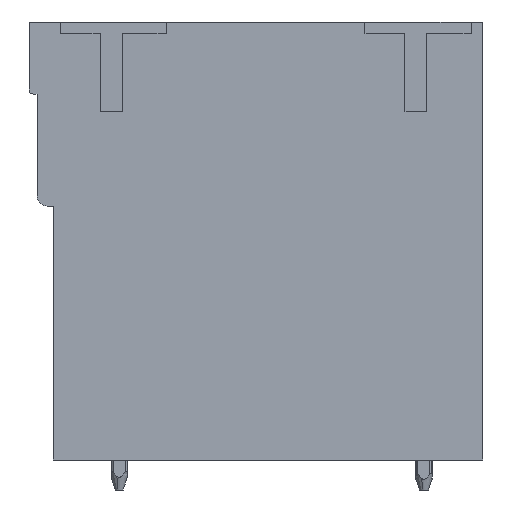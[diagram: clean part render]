
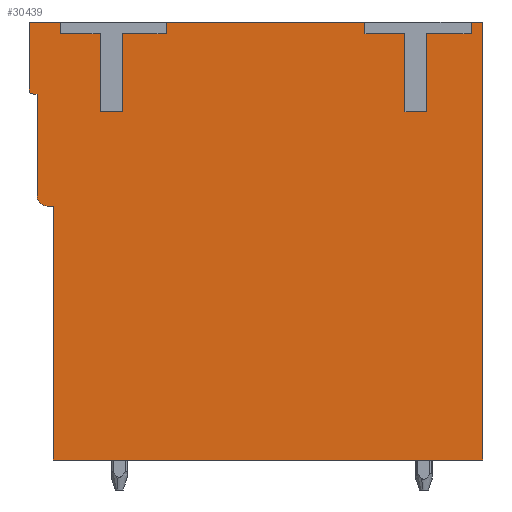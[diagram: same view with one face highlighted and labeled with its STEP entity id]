
A CAD part, left-side view. The second image highlights one B-rep face of the part: STEP entity #30439.
In plain terms, the highlighted planar face has unit normal (-1, 0, 0).
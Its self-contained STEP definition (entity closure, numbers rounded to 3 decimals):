
#27931=AXIS2_PLACEMENT_3D('Circle Axis2P3D',#27929,#27930,$) ;
#28003=AXIS2_PLACEMENT_3D('Circle Axis2P3D',#28001,#28002,$) ;
#30397=AXIS2_PLACEMENT_3D('Plane Axis2P3D',#30394,#30395,#30396) ;
#458=CARTESIAN_POINT('Vertex',(0.3,21.5,1.5)) ;
#461=CARTESIAN_POINT('Line Origine',(0.3,21.5,7.85)) ;
#465=CARTESIAN_POINT('Vertex',(0.3,21.5,14.2)) ;
#25593=CARTESIAN_POINT('Vertex',(0.3,5.9,23.4)) ;
#25596=CARTESIAN_POINT('Line Origine',(0.3,5.9,23.1)) ;
#25600=CARTESIAN_POINT('Vertex',(0.3,5.9,22.8)) ;
#25615=CARTESIAN_POINT('Line Origine',(0.3,4.9,22.8)) ;
#25619=CARTESIAN_POINT('Vertex',(0.3,3.9,22.8)) ;
#25634=CARTESIAN_POINT('Line Origine',(0.3,3.9,20.85)) ;
#25638=CARTESIAN_POINT('Vertex',(0.3,3.9,18.9)) ;
#25653=CARTESIAN_POINT('Line Origine',(0.3,3.35,18.9)) ;
#25657=CARTESIAN_POINT('Vertex',(0.3,2.8,18.9)) ;
#25672=CARTESIAN_POINT('Line Origine',(0.3,2.8,20.85)) ;
#25676=CARTESIAN_POINT('Vertex',(0.3,2.8,22.8)) ;
#25691=CARTESIAN_POINT('Line Origine',(0.3,1.7,22.8)) ;
#25695=CARTESIAN_POINT('Vertex',(0.3,0.6,22.8)) ;
#25710=CARTESIAN_POINT('Line Origine',(0.3,0.6,23.1)) ;
#25714=CARTESIAN_POINT('Vertex',(0.3,0.6,23.4)) ;
#25733=CARTESIAN_POINT('Vertex',(0.3,21.14,23.4)) ;
#25736=CARTESIAN_POINT('Line Origine',(0.3,21.14,23.1)) ;
#25740=CARTESIAN_POINT('Vertex',(0.3,21.14,22.8)) ;
#25755=CARTESIAN_POINT('Line Origine',(0.3,20.14,22.8)) ;
#25759=CARTESIAN_POINT('Vertex',(0.3,19.14,22.8)) ;
#25774=CARTESIAN_POINT('Line Origine',(0.3,19.14,20.85)) ;
#25778=CARTESIAN_POINT('Vertex',(0.3,19.14,18.9)) ;
#25793=CARTESIAN_POINT('Line Origine',(0.3,18.59,18.9)) ;
#25797=CARTESIAN_POINT('Vertex',(0.3,18.04,18.9)) ;
#25812=CARTESIAN_POINT('Line Origine',(0.3,18.04,20.85)) ;
#25816=CARTESIAN_POINT('Vertex',(0.3,18.04,22.8)) ;
#25831=CARTESIAN_POINT('Line Origine',(0.3,16.94,22.8)) ;
#25835=CARTESIAN_POINT('Vertex',(0.3,15.84,22.8)) ;
#25850=CARTESIAN_POINT('Line Origine',(0.3,15.84,23.1)) ;
#25854=CARTESIAN_POINT('Vertex',(0.3,15.84,23.4)) ;
#27905=CARTESIAN_POINT('Line Origine',(0.3,21.65,14.2)) ;
#27909=CARTESIAN_POINT('Vertex',(0.3,21.8,14.2)) ;
#27929=CARTESIAN_POINT('Axis2P3D Location',(0.3,21.8,14.7)) ;
#27933=CARTESIAN_POINT('Vertex',(0.3,22.3,14.7)) ;
#27953=CARTESIAN_POINT('Line Origine',(0.3,22.3,17.25)) ;
#27957=CARTESIAN_POINT('Vertex',(0.3,22.3,19.8)) ;
#27977=CARTESIAN_POINT('Line Origine',(0.3,22.4,19.8)) ;
#27981=CARTESIAN_POINT('Vertex',(0.3,22.5,19.8)) ;
#28001=CARTESIAN_POINT('Axis2P3D Location',(0.3,22.5,20.)) ;
#28005=CARTESIAN_POINT('Vertex',(0.3,22.7,20.)) ;
#28025=CARTESIAN_POINT('Line Origine',(0.3,22.7,21.7)) ;
#28029=CARTESIAN_POINT('Vertex',(0.3,22.7,23.4)) ;
#28049=CARTESIAN_POINT('Line Origine',(0.3,10.87,23.4)) ;
#28054=CARTESIAN_POINT('Line Origine',(0.3,0.3,23.4)) ;
#28058=CARTESIAN_POINT('Vertex',(0.3,0.,23.4)) ;
#28066=CARTESIAN_POINT('Line Origine',(0.3,21.92,23.4)) ;
#30394=CARTESIAN_POINT('Axis2P3D Location',(0.3,0.,0.)) ;
#30399=CARTESIAN_POINT('Line Origine',(0.3,10.75,1.5)) ;
#30403=CARTESIAN_POINT('Vertex',(0.3,0.,1.5)) ;
#30406=CARTESIAN_POINT('Line Origine',(0.3,0.,12.45)) ;
#462=DIRECTION('Vector Direction',(0.,0.,1.)) ;
#25597=DIRECTION('Vector Direction',(0.,0.,1.)) ;
#25616=DIRECTION('Vector Direction',(0.,1.,0.)) ;
#25635=DIRECTION('Vector Direction',(0.,0.,1.)) ;
#25654=DIRECTION('Vector Direction',(0.,1.,0.)) ;
#25673=DIRECTION('Vector Direction',(0.,0.,-1.)) ;
#25692=DIRECTION('Vector Direction',(0.,1.,0.)) ;
#25711=DIRECTION('Vector Direction',(0.,0.,-1.)) ;
#25737=DIRECTION('Vector Direction',(0.,0.,1.)) ;
#25756=DIRECTION('Vector Direction',(0.,1.,0.)) ;
#25775=DIRECTION('Vector Direction',(0.,0.,1.)) ;
#25794=DIRECTION('Vector Direction',(0.,1.,0.)) ;
#25813=DIRECTION('Vector Direction',(0.,0.,-1.)) ;
#25832=DIRECTION('Vector Direction',(0.,1.,0.)) ;
#25851=DIRECTION('Vector Direction',(0.,0.,-1.)) ;
#27906=DIRECTION('Vector Direction',(0.,1.,0.)) ;
#27930=DIRECTION('Axis2P3D Direction',(-1.,0.,0.)) ;
#27954=DIRECTION('Vector Direction',(0.,0.,1.)) ;
#27978=DIRECTION('Vector Direction',(0.,1.,0.)) ;
#28002=DIRECTION('Axis2P3D Direction',(-1.,0.,0.)) ;
#28026=DIRECTION('Vector Direction',(0.,0.,1.)) ;
#28050=DIRECTION('Vector Direction',(0.,-1.,0.)) ;
#28055=DIRECTION('Vector Direction',(0.,-1.,0.)) ;
#28067=DIRECTION('Vector Direction',(0.,-1.,0.)) ;
#30395=DIRECTION('Axis2P3D Direction',(-1.,0.,0.)) ;
#30396=DIRECTION('Axis2P3D XDirection',(0.,0.,1.)) ;
#30400=DIRECTION('Vector Direction',(0.,1.,0.)) ;
#30407=DIRECTION('Vector Direction',(0.,0.,-1.)) ;
#463=VECTOR('Line Direction',#462,1.) ;
#25598=VECTOR('Line Direction',#25597,1.) ;
#25617=VECTOR('Line Direction',#25616,1.) ;
#25636=VECTOR('Line Direction',#25635,1.) ;
#25655=VECTOR('Line Direction',#25654,1.) ;
#25674=VECTOR('Line Direction',#25673,1.) ;
#25693=VECTOR('Line Direction',#25692,1.) ;
#25712=VECTOR('Line Direction',#25711,1.) ;
#25738=VECTOR('Line Direction',#25737,1.) ;
#25757=VECTOR('Line Direction',#25756,1.) ;
#25776=VECTOR('Line Direction',#25775,1.) ;
#25795=VECTOR('Line Direction',#25794,1.) ;
#25814=VECTOR('Line Direction',#25813,1.) ;
#25833=VECTOR('Line Direction',#25832,1.) ;
#25852=VECTOR('Line Direction',#25851,1.) ;
#27907=VECTOR('Line Direction',#27906,1.) ;
#27955=VECTOR('Line Direction',#27954,1.) ;
#27979=VECTOR('Line Direction',#27978,1.) ;
#28027=VECTOR('Line Direction',#28026,1.) ;
#28051=VECTOR('Line Direction',#28050,1.) ;
#28056=VECTOR('Line Direction',#28055,1.) ;
#28068=VECTOR('Line Direction',#28067,1.) ;
#30401=VECTOR('Line Direction',#30400,1.) ;
#30408=VECTOR('Line Direction',#30407,1.) ;
#30412=ORIENTED_EDGE('',*,*,#28053,.T.) ;
#30413=ORIENTED_EDGE('',*,*,#25856,.F.) ;
#30414=ORIENTED_EDGE('',*,*,#25837,.F.) ;
#30415=ORIENTED_EDGE('',*,*,#25818,.F.) ;
#30416=ORIENTED_EDGE('',*,*,#25799,.F.) ;
#30417=ORIENTED_EDGE('',*,*,#25780,.F.) ;
#30418=ORIENTED_EDGE('',*,*,#25761,.F.) ;
#30419=ORIENTED_EDGE('',*,*,#25742,.F.) ;
#30420=ORIENTED_EDGE('',*,*,#28070,.T.) ;
#30421=ORIENTED_EDGE('',*,*,#28031,.T.) ;
#30422=ORIENTED_EDGE('',*,*,#28007,.T.) ;
#30423=ORIENTED_EDGE('',*,*,#27983,.T.) ;
#30424=ORIENTED_EDGE('',*,*,#27959,.T.) ;
#30425=ORIENTED_EDGE('',*,*,#27935,.T.) ;
#30426=ORIENTED_EDGE('',*,*,#27911,.T.) ;
#30427=ORIENTED_EDGE('',*,*,#467,.T.) ;
#30428=ORIENTED_EDGE('',*,*,#30405,.T.) ;
#30429=ORIENTED_EDGE('',*,*,#30410,.T.) ;
#30430=ORIENTED_EDGE('',*,*,#28060,.T.) ;
#30431=ORIENTED_EDGE('',*,*,#25716,.F.) ;
#30432=ORIENTED_EDGE('',*,*,#25697,.F.) ;
#30433=ORIENTED_EDGE('',*,*,#25678,.F.) ;
#30434=ORIENTED_EDGE('',*,*,#25659,.F.) ;
#30435=ORIENTED_EDGE('',*,*,#25640,.F.) ;
#30436=ORIENTED_EDGE('',*,*,#25621,.F.) ;
#30437=ORIENTED_EDGE('',*,*,#25602,.F.) ;
#30439=ADVANCED_FACE('HOUSING',(#30438),#30398,.T.) ;
#27932=CIRCLE('generated circle',#27931,0.5) ;
#28004=CIRCLE('generated circle',#28003,0.2) ;
#467=EDGE_CURVE('',#466,#459,#464,.F.) ;
#25602=EDGE_CURVE('',#25594,#25601,#25599,.F.) ;
#25621=EDGE_CURVE('',#25601,#25620,#25618,.F.) ;
#25640=EDGE_CURVE('',#25620,#25639,#25637,.F.) ;
#25659=EDGE_CURVE('',#25639,#25658,#25656,.F.) ;
#25678=EDGE_CURVE('',#25658,#25677,#25675,.F.) ;
#25697=EDGE_CURVE('',#25677,#25696,#25694,.F.) ;
#25716=EDGE_CURVE('',#25696,#25715,#25713,.F.) ;
#25742=EDGE_CURVE('',#25734,#25741,#25739,.F.) ;
#25761=EDGE_CURVE('',#25741,#25760,#25758,.F.) ;
#25780=EDGE_CURVE('',#25760,#25779,#25777,.F.) ;
#25799=EDGE_CURVE('',#25779,#25798,#25796,.F.) ;
#25818=EDGE_CURVE('',#25798,#25817,#25815,.F.) ;
#25837=EDGE_CURVE('',#25817,#25836,#25834,.F.) ;
#25856=EDGE_CURVE('',#25836,#25855,#25853,.F.) ;
#27911=EDGE_CURVE('',#27910,#466,#27908,.F.) ;
#27935=EDGE_CURVE('',#27934,#27910,#27932,.T.) ;
#27959=EDGE_CURVE('',#27958,#27934,#27956,.F.) ;
#27983=EDGE_CURVE('',#27982,#27958,#27980,.F.) ;
#28007=EDGE_CURVE('',#28006,#27982,#28004,.T.) ;
#28031=EDGE_CURVE('',#28030,#28006,#28028,.F.) ;
#28053=EDGE_CURVE('',#25594,#25855,#28052,.F.) ;
#28060=EDGE_CURVE('',#28059,#25715,#28057,.F.) ;
#28070=EDGE_CURVE('',#25734,#28030,#28069,.F.) ;
#30405=EDGE_CURVE('',#459,#30404,#30402,.F.) ;
#30410=EDGE_CURVE('',#30404,#28059,#30409,.F.) ;
#30411=EDGE_LOOP('',(#30412,#30413,#30414,#30415,#30416,#30417,#30418,#30419,#30420,#30421,#30422,#30423,#30424,#30425,#30426,#30427,#30428,#30429,#30430,#30431,#30432,#30433,#30434,#30435,#30436,#30437)) ;
#30438=FACE_OUTER_BOUND('',#30411,.T.) ;
#464=LINE('Line',#461,#463) ;
#25599=LINE('Line',#25596,#25598) ;
#25618=LINE('Line',#25615,#25617) ;
#25637=LINE('Line',#25634,#25636) ;
#25656=LINE('Line',#25653,#25655) ;
#25675=LINE('Line',#25672,#25674) ;
#25694=LINE('Line',#25691,#25693) ;
#25713=LINE('Line',#25710,#25712) ;
#25739=LINE('Line',#25736,#25738) ;
#25758=LINE('Line',#25755,#25757) ;
#25777=LINE('Line',#25774,#25776) ;
#25796=LINE('Line',#25793,#25795) ;
#25815=LINE('Line',#25812,#25814) ;
#25834=LINE('Line',#25831,#25833) ;
#25853=LINE('Line',#25850,#25852) ;
#27908=LINE('Line',#27905,#27907) ;
#27956=LINE('Line',#27953,#27955) ;
#27980=LINE('Line',#27977,#27979) ;
#28028=LINE('Line',#28025,#28027) ;
#28052=LINE('Line',#28049,#28051) ;
#28057=LINE('Line',#28054,#28056) ;
#28069=LINE('Line',#28066,#28068) ;
#30402=LINE('Line',#30399,#30401) ;
#30409=LINE('Line',#30406,#30408) ;
#30398=PLANE('',#30397) ;
#459=VERTEX_POINT('',#458) ;
#466=VERTEX_POINT('',#465) ;
#25594=VERTEX_POINT('',#25593) ;
#25601=VERTEX_POINT('',#25600) ;
#25620=VERTEX_POINT('',#25619) ;
#25639=VERTEX_POINT('',#25638) ;
#25658=VERTEX_POINT('',#25657) ;
#25677=VERTEX_POINT('',#25676) ;
#25696=VERTEX_POINT('',#25695) ;
#25715=VERTEX_POINT('',#25714) ;
#25734=VERTEX_POINT('',#25733) ;
#25741=VERTEX_POINT('',#25740) ;
#25760=VERTEX_POINT('',#25759) ;
#25779=VERTEX_POINT('',#25778) ;
#25798=VERTEX_POINT('',#25797) ;
#25817=VERTEX_POINT('',#25816) ;
#25836=VERTEX_POINT('',#25835) ;
#25855=VERTEX_POINT('',#25854) ;
#27910=VERTEX_POINT('',#27909) ;
#27934=VERTEX_POINT('',#27933) ;
#27958=VERTEX_POINT('',#27957) ;
#27982=VERTEX_POINT('',#27981) ;
#28006=VERTEX_POINT('',#28005) ;
#28030=VERTEX_POINT('',#28029) ;
#28059=VERTEX_POINT('',#28058) ;
#30404=VERTEX_POINT('',#30403) ;
